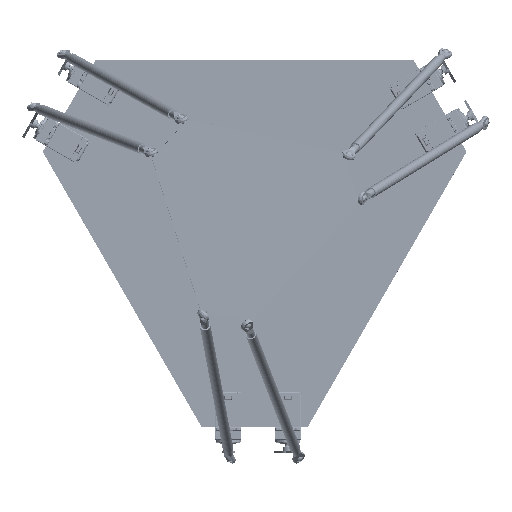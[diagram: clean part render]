
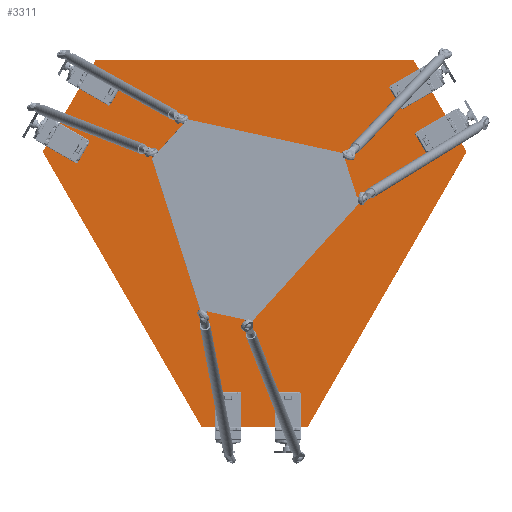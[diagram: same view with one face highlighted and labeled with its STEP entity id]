
A CAD part, top view. The second image highlights one B-rep face of the part: STEP entity #3311.
In plain terms, the highlighted planar face has unit normal (0, 0, 1).
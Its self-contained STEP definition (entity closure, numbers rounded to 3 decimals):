
#751 = CARTESIAN_POINT ( 'NONE',  ( 280., 69.282, 5. ) ) ;
#1161 = DIRECTION ( 'NONE',  ( 1., 0., 0. ) ) ;
#1407 = CARTESIAN_POINT ( 'NONE',  ( 80., 277.128, 5. ) ) ;
#2323 = LINE ( 'NONE', #39303, #18518 ) ;
#3311 = ADVANCED_FACE ( 'NONE', ( #32049 ), #37953, .T. ) ;
#4438 = LINE ( 'NONE', #1407, #19301 ) ;
#4789 = LINE ( 'NONE', #751, #39115 ) ;
#5702 = CARTESIAN_POINT ( 'NONE',  ( 160., 277.128, 5. ) ) ;
#6391 = VERTEX_POINT ( 'NONE', #10047 ) ;
#7026 = EDGE_CURVE ( 'NONE', #10150, #20362, #2323, .T. ) ;
#9911 = EDGE_CURVE ( 'NONE', #21557, #35822, #28889, .T. ) ;
#9946 = CARTESIAN_POINT ( 'NONE',  ( 0., 0., 5. ) ) ;
#10047 = CARTESIAN_POINT ( 'NONE',  ( 240., 0., 5. ) ) ;
#10150 = VERTEX_POINT ( 'NONE', #5702 ) ;
#11052 = ORIENTED_EDGE ( 'NONE', *, *, #7026, .T. ) ;
#11775 = CARTESIAN_POINT ( 'NONE',  ( 0., 0., 5. ) ) ;
#12565 = LINE ( 'NONE', #24941, #19095 ) ;
#12953 = DIRECTION ( 'NONE',  ( 1., 0., 0. ) ) ;
#13165 = DIRECTION ( 'NONE',  ( -0.5, 0.866, 0. ) ) ;
#14025 = CARTESIAN_POINT ( 'NONE',  ( 280., 69.282, 5. ) ) ;
#14736 = EDGE_CURVE ( 'NONE', #35822, #6391, #12565, .T. ) ;
#14760 = VECTOR ( 'NONE', #19564, 1000. ) ;
#17048 = VERTEX_POINT ( 'NONE', #14025 ) ;
#18015 = DIRECTION ( 'NONE',  ( 0.5, 0.866, 0. ) ) ;
#18233 = LINE ( 'NONE', #30207, #27224 ) ;
#18518 = VECTOR ( 'NONE', #30177, 1000. ) ;
#19095 = VECTOR ( 'NONE', #12953, 1000. ) ;
#19301 = VECTOR ( 'NONE', #32267, 1000. ) ;
#19343 = CARTESIAN_POINT ( 'NONE',  ( -40., 69.282, 5. ) ) ;
#19564 = DIRECTION ( 'NONE',  ( 0.5, -0.866, 0. ) ) ;
#20180 = ORIENTED_EDGE ( 'NONE', *, *, #35567, .T. ) ;
#20362 = VERTEX_POINT ( 'NONE', #25438 ) ;
#21483 = EDGE_CURVE ( 'NONE', #17048, #10150, #4789, .T. ) ;
#21557 = VERTEX_POINT ( 'NONE', #30175 ) ;
#23141 = ORIENTED_EDGE ( 'NONE', *, *, #21483, .T. ) ;
#24941 = CARTESIAN_POINT ( 'NONE',  ( 0., 0., 5. ) ) ;
#25438 = CARTESIAN_POINT ( 'NONE',  ( 80., 277.128, 5. ) ) ;
#26402 = ORIENTED_EDGE ( 'NONE', *, *, #14736, .T. ) ;
#27224 = VECTOR ( 'NONE', #18015, 1000. ) ;
#28633 = AXIS2_PLACEMENT_3D ( 'NONE', #9946, #28819, #1161 ) ;
#28819 = DIRECTION ( 'NONE',  ( 0., 0., 1. ) ) ;
#28889 = LINE ( 'NONE', #19343, #14760 ) ;
#29811 = ORIENTED_EDGE ( 'NONE', *, *, #31791, .T. ) ;
#30175 = CARTESIAN_POINT ( 'NONE',  ( -40., 69.282, 5. ) ) ;
#30177 = DIRECTION ( 'NONE',  ( -1., 0., 0. ) ) ;
#30207 = CARTESIAN_POINT ( 'NONE',  ( 240., 0., 5. ) ) ;
#31551 = ORIENTED_EDGE ( 'NONE', *, *, #9911, .T. ) ;
#31791 = EDGE_CURVE ( 'NONE', #6391, #17048, #18233, .T. ) ;
#32049 = FACE_OUTER_BOUND ( 'NONE', #33576, .T. ) ;
#32267 = DIRECTION ( 'NONE',  ( -0.5, -0.866, 0. ) ) ;
#33576 = EDGE_LOOP ( 'NONE', ( #31551, #26402, #29811, #23141, #11052, #20180 ) ) ;
#35567 = EDGE_CURVE ( 'NONE', #20362, #21557, #4438, .T. ) ;
#35822 = VERTEX_POINT ( 'NONE', #11775 ) ;
#37953 = PLANE ( 'NONE',  #28633 ) ;
#39115 = VECTOR ( 'NONE', #13165, 1000. ) ;
#39303 = CARTESIAN_POINT ( 'NONE',  ( 160., 277.128, 5. ) ) ;
